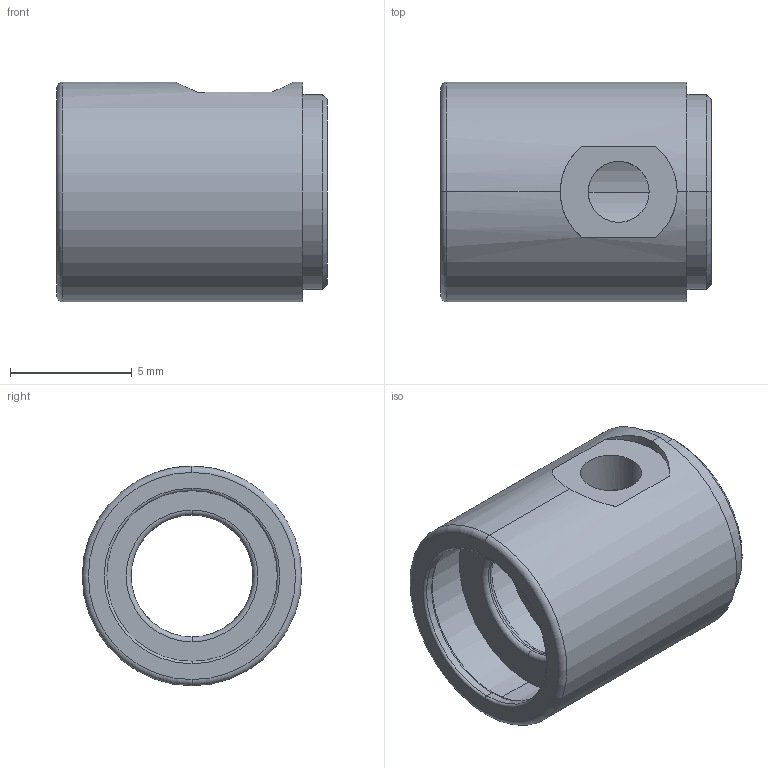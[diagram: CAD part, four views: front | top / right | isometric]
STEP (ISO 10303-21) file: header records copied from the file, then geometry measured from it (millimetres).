
FILE_DESCRIPTION (( 'STEP AP214' ), '1' );
FILE_NAME ('ktp_2765_tete_verin_porte_9mm.STEP', '2020-09-29T12:20:38', ( 'Maxime' ), ( '' ), 'SwSTEP 2.0', 'SolidWorks 2020', '' );
FILE_SCHEMA (( 'AUTOMOTIVE_DESIGN' ));
Length unit declared in the file: millimetre
Products named in the file (1): ktp_2765_tete_verin_porte_9mm
Bounding box: 11.1 x 9 x 9 mm (x, y, z)
Volume: 325.1 mm3; surface area: 691.6 mm2
Topology: 1 solids, 1 shells, 44 faces, 97 edges, 59 vertices
Faces by surface type: cylinder 20, torus 12, plane 8, cone 4
Entity records: 1354 total; most frequent: CARTESIAN_POINT 285, DIRECTION 238, ORIENTED_EDGE 194, AXIS2_PLACEMENT_3D 106, EDGE_CURVE 97, CIRCLE 61, VERTEX_POINT 59, EDGE_LOOP 52
